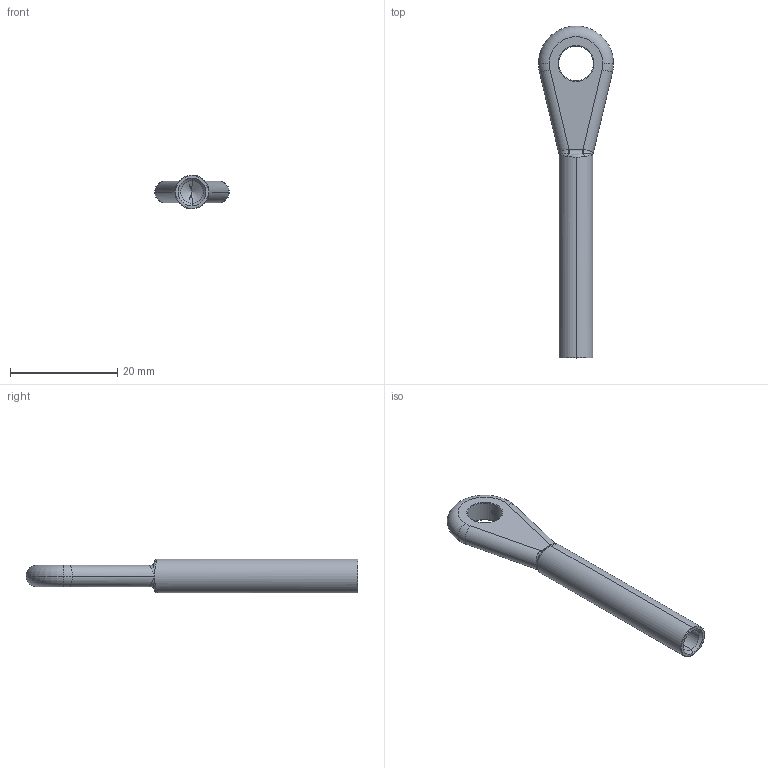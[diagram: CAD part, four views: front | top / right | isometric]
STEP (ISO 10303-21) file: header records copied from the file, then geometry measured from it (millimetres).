
FILE_DESCRIPTION (( 'STEP AP203' ), '1' );
FILE_NAME ('100056005.step', '2020-12-17T12:44:43', ( '' ), ( '' ), 'SwSTEP 2.0', 'SolidWorks 2018', '' );
FILE_SCHEMA (( 'CONFIG_CONTROL_DESIGN' ));
Length unit declared in the file: millimetre
Products named in the file (2): 100056005
Bounding box: 14 x 62 x 6.3 mm (x, y, z)
Volume: 1655.8 mm3; surface area: 1725.5 mm2
Topology: 1 solids, 1 shells, 318 faces, 838 edges, 539 vertices
Faces by surface type: bspline 164, plane 98, cylinder 40, torus 12, cone 4
Entity records: 17139 total; most frequent: CARTESIAN_POINT 10260, ORIENTED_EDGE 1656, DIRECTION 947, EDGE_CURVE 828, VERTEX_POINT 539, EDGE_LOOP 347, VECTOR 341, LINE 341
